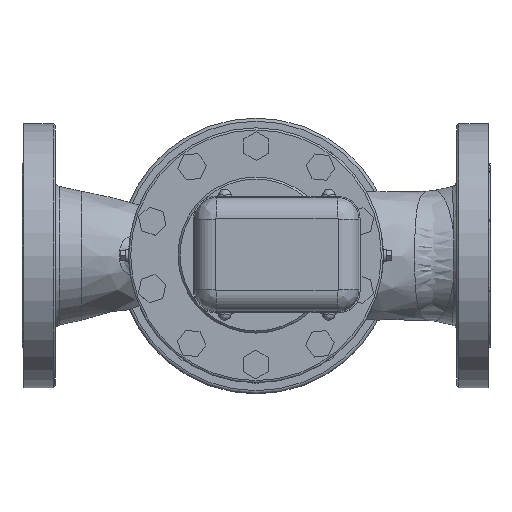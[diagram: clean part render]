
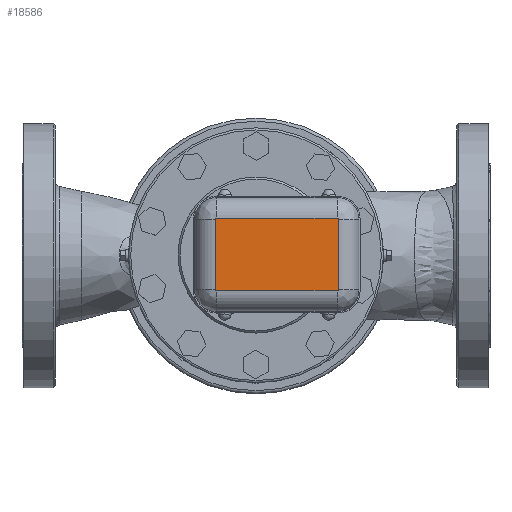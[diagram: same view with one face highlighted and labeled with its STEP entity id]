
A CAD part, top view. The second image highlights one B-rep face of the part: STEP entity #18586.
In plain terms, the highlighted planar face has unit normal (0, 0, 1).
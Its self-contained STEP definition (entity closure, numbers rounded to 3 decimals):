
#885=PLANE('',#19873);
#1551=LINE('',#32212,#2994);
#1554=LINE('',#32219,#2997);
#1555=LINE('',#32252,#2998);
#1558=LINE('',#32259,#3001);
#2994=VECTOR('',#22148,116.);
#2997=VECTOR('',#22155,68.);
#2998=VECTOR('',#22172,68.);
#3001=VECTOR('',#22179,116.);
#4477=FACE_OUTER_BOUND('',#5715,.T.);
#5715=EDGE_LOOP('',(#13544,#13545,#13546,#13547,#13548,#13549,#13550,#13551));
#7146=CIRCLE('',#19848,1.);
#7152=CIRCLE('',#19856,1.);
#7156=CIRCLE('',#19860,1.);
#7160=CIRCLE('',#19866,1.);
#8553=VERTEX_POINT('',#32201);
#8554=VERTEX_POINT('',#32203);
#8557=VERTEX_POINT('',#32210);
#8558=VERTEX_POINT('',#32215);
#8561=VERTEX_POINT('',#32230);
#8562=VERTEX_POINT('',#32243);
#8565=VERTEX_POINT('',#32250);
#8566=VERTEX_POINT('',#32255);
#10471=EDGE_CURVE('',#8553,#8554,#7146,.T.);
#10475=EDGE_CURVE('',#8557,#8553,#1551,.T.);
#10479=EDGE_CURVE('',#8554,#8558,#1554,.T.);
#10481=EDGE_CURVE('',#8561,#8557,#7152,.T.);
#10485=EDGE_CURVE('',#8558,#8562,#7156,.T.);
#10487=EDGE_CURVE('',#8565,#8561,#1555,.T.);
#10491=EDGE_CURVE('',#8562,#8566,#1558,.T.);
#10493=EDGE_CURVE('',#8566,#8565,#7160,.T.);
#13544=ORIENTED_EDGE('',*,*,#10471,.F.);
#13545=ORIENTED_EDGE('',*,*,#10475,.F.);
#13546=ORIENTED_EDGE('',*,*,#10481,.F.);
#13547=ORIENTED_EDGE('',*,*,#10487,.F.);
#13548=ORIENTED_EDGE('',*,*,#10493,.F.);
#13549=ORIENTED_EDGE('',*,*,#10491,.F.);
#13550=ORIENTED_EDGE('',*,*,#10485,.F.);
#13551=ORIENTED_EDGE('',*,*,#10479,.F.);
#18586=ADVANCED_FACE('',(#4477),#885,.T.);
#19848=AXIS2_PLACEMENT_3D('',#32204,#22138,#22139);
#19856=AXIS2_PLACEMENT_3D('',#32232,#22158,#22159);
#19860=AXIS2_PLACEMENT_3D('',#32247,#22166,#22167);
#19866=AXIS2_PLACEMENT_3D('',#32270,#22182,#22183);
#19873=AXIS2_PLACEMENT_3D('',#32289,#22203,#22204);
#22138=DIRECTION('center_axis',(0.,0.,
-1.));
#22139=DIRECTION('ref_axis',(-0.707,-0.707,0.));
#22148=DIRECTION('',(-1.,0.,0.));
#22155=DIRECTION('',(0.,1.,0.));
#22158=DIRECTION('center_axis',(0.,0.,
-1.));
#22159=DIRECTION('ref_axis',(0.707,-0.707,0.));
#22166=DIRECTION('center_axis',(0.,0.,
-1.));
#22167=DIRECTION('ref_axis',(-0.707,0.707,0.));
#22172=DIRECTION('',(0.,-1.,0.));
#22179=DIRECTION('',(1.,0.,0.));
#22182=DIRECTION('center_axis',(0.,0.,
-1.));
#22183=DIRECTION('ref_axis',(0.707,0.707,0.));
#22203=DIRECTION('center_axis',(0.,0.,
1.));
#22204=DIRECTION('ref_axis',(1.,0.,0.));
#32201=CARTESIAN_POINT('',(-38.,-35.,675.));
#32203=CARTESIAN_POINT('',(-39.,-34.,675.));
#32204=CARTESIAN_POINT('Origin',(-38.,-34.,675.));
#32210=CARTESIAN_POINT('',(78.,-35.,675.));
#32212=CARTESIAN_POINT('',(49.,-35.,675.));
#32215=CARTESIAN_POINT('',(-39.,34.,675.));
#32219=CARTESIAN_POINT('',(-39.,-17.,675.));
#32230=CARTESIAN_POINT('',(79.,-34.,675.));
#32232=CARTESIAN_POINT('Origin',(78.,-34.,675.));
#32243=CARTESIAN_POINT('',(-38.,35.,675.));
#32247=CARTESIAN_POINT('Origin',(-38.,34.,675.));
#32250=CARTESIAN_POINT('',(79.,34.,675.));
#32252=CARTESIAN_POINT('',(79.,17.,675.));
#32255=CARTESIAN_POINT('',(78.,35.,675.));
#32259=CARTESIAN_POINT('',(-9.,35.,675.));
#32270=CARTESIAN_POINT('Origin',(78.,34.,675.));
#32289=CARTESIAN_POINT('Origin',(20.,0.,675.));
